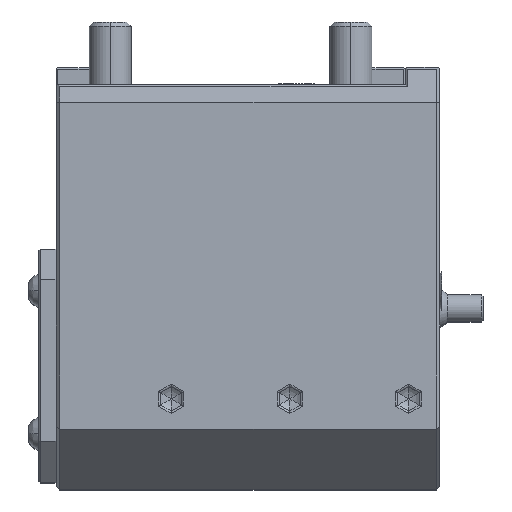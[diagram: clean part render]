
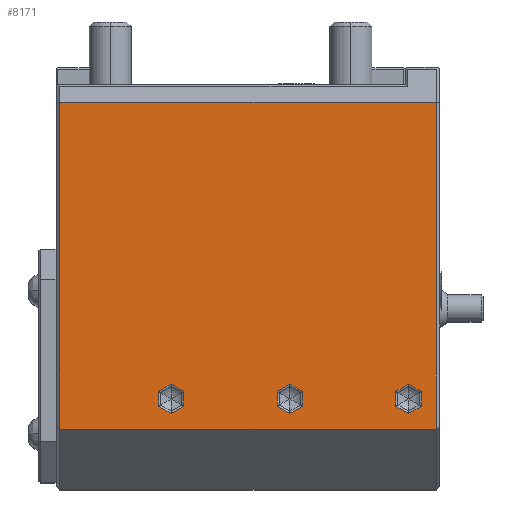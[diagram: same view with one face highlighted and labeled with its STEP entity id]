
A CAD part, top view. The second image highlights one B-rep face of the part: STEP entity #8171.
In plain terms, the highlighted planar face has unit normal (0, 0, 1).
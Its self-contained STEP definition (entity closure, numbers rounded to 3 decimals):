
#976=DIRECTION('',(0.,1.,0.));
#977=VECTOR('',#976,93.679);
#978=CARTESIAN_POINT('',(59.,-98.679,48.));
#979=LINE('',#978,#977);
#980=DIRECTION('',(-1.,0.,0.));
#981=VECTOR('',#980,108.);
#982=CARTESIAN_POINT('',(59.,-98.679,48.));
#983=LINE('',#982,#981);
#984=DIRECTION('',(0.,1.,0.));
#985=VECTOR('',#984,93.679);
#986=CARTESIAN_POINT('',(-49.,-98.679,48.));
#987=LINE('',#986,#985);
#988=DIRECTION('',(1.,0.,0.));
#989=VECTOR('',#988,108.);
#990=CARTESIAN_POINT('',(-49.,-5.,48.));
#991=LINE('',#990,#989);
#1462=DIRECTION('',(0.,1.,0.));
#1463=VECTOR('',#1462,4.219);
#1464=CARTESIAN_POINT('',(-13.346,-92.11,48.));
#1465=LINE('',#1464,#1463);
#1490=DIRECTION('',(0.866,0.5,0.));
#1491=VECTOR('',#1490,4.219);
#1492=CARTESIAN_POINT('',(-17.,-94.219,48.));
#1493=LINE('',#1492,#1491);
#1498=DIRECTION('',(0.866,-0.5,0.));
#1499=VECTOR('',#1498,4.219);
#1500=CARTESIAN_POINT('',(-20.654,-92.11,48.));
#1501=LINE('',#1500,#1499);
#1546=DIRECTION('',(0.,-1.,0.));
#1547=VECTOR('',#1546,4.219);
#1548=CARTESIAN_POINT('',(-20.654,-87.89,48.));
#1549=LINE('',#1548,#1547);
#1574=DIRECTION('',(-0.866,-0.5,0.));
#1575=VECTOR('',#1574,4.219);
#1576=CARTESIAN_POINT('',(-17.,-85.781,48.));
#1577=LINE('',#1576,#1575);
#1602=DIRECTION('',(-0.866,0.5,0.));
#1603=VECTOR('',#1602,4.219);
#1604=CARTESIAN_POINT('',(-13.346,-87.89,48.));
#1605=LINE('',#1604,#1603);
#1708=DIRECTION('',(0.,1.,0.));
#1709=VECTOR('',#1708,4.219);
#1710=CARTESIAN_POINT('',(20.654,-92.11,48.));
#1711=LINE('',#1710,#1709);
#1736=DIRECTION('',(0.866,0.5,0.));
#1737=VECTOR('',#1736,4.219);
#1738=CARTESIAN_POINT('',(17.,-94.219,48.));
#1739=LINE('',#1738,#1737);
#1744=DIRECTION('',(0.866,-0.5,0.));
#1745=VECTOR('',#1744,4.219);
#1746=CARTESIAN_POINT('',(13.346,-92.11,48.));
#1747=LINE('',#1746,#1745);
#1792=DIRECTION('',(0.,-1.,0.));
#1793=VECTOR('',#1792,4.219);
#1794=CARTESIAN_POINT('',(13.346,-87.89,48.));
#1795=LINE('',#1794,#1793);
#1820=DIRECTION('',(-0.866,-0.5,0.));
#1821=VECTOR('',#1820,4.219);
#1822=CARTESIAN_POINT('',(17.,-85.781,48.));
#1823=LINE('',#1822,#1821);
#1848=DIRECTION('',(-0.866,0.5,0.));
#1849=VECTOR('',#1848,4.219);
#1850=CARTESIAN_POINT('',(20.654,-87.89,48.));
#1851=LINE('',#1850,#1849);
#1954=DIRECTION('',(0.,1.,0.));
#1955=VECTOR('',#1954,4.219);
#1956=CARTESIAN_POINT('',(54.654,-92.11,48.));
#1957=LINE('',#1956,#1955);
#1982=DIRECTION('',(0.866,0.5,0.));
#1983=VECTOR('',#1982,4.219);
#1984=CARTESIAN_POINT('',(51.,-94.219,48.));
#1985=LINE('',#1984,#1983);
#1990=DIRECTION('',(0.866,-0.5,0.));
#1991=VECTOR('',#1990,4.219);
#1992=CARTESIAN_POINT('',(47.346,-92.11,48.));
#1993=LINE('',#1992,#1991);
#2038=DIRECTION('',(0.,-1.,0.));
#2039=VECTOR('',#2038,4.219);
#2040=CARTESIAN_POINT('',(47.346,-87.89,48.));
#2041=LINE('',#2040,#2039);
#2066=DIRECTION('',(-0.866,-0.5,0.));
#2067=VECTOR('',#2066,4.219);
#2068=CARTESIAN_POINT('',(51.,-85.781,48.));
#2069=LINE('',#2068,#2067);
#2094=DIRECTION('',(-0.866,0.5,0.));
#2095=VECTOR('',#2094,4.219);
#2096=CARTESIAN_POINT('',(54.654,-87.89,48.));
#2097=LINE('',#2096,#2095);
#5750=CARTESIAN_POINT('',(59.,-98.679,48.));
#5751=CARTESIAN_POINT('',(59.,-5.,48.));
#5752=VERTEX_POINT('',#5750);
#5753=VERTEX_POINT('',#5751);
#5764=CARTESIAN_POINT('',(-49.,-98.679,48.));
#5765=VERTEX_POINT('',#5764);
#5772=CARTESIAN_POINT('',(-49.,-5.,48.));
#5773=VERTEX_POINT('',#5772);
#6410=CARTESIAN_POINT('',(51.,-94.219,48.));
#6411=CARTESIAN_POINT('',(54.654,-92.11,48.));
#6412=VERTEX_POINT('',#6410);
#6413=VERTEX_POINT('',#6411);
#6418=CARTESIAN_POINT('',(54.654,-87.89,48.));
#6419=VERTEX_POINT('',#6418);
#6422=CARTESIAN_POINT('',(51.,-85.781,48.));
#6423=VERTEX_POINT('',#6422);
#6426=CARTESIAN_POINT('',(47.346,-87.89,48.));
#6427=VERTEX_POINT('',#6426);
#6430=CARTESIAN_POINT('',(47.346,-92.11,48.));
#6431=VERTEX_POINT('',#6430);
#6500=CARTESIAN_POINT('',(17.,-94.219,48.));
#6501=CARTESIAN_POINT('',(20.654,-92.11,48.));
#6502=VERTEX_POINT('',#6500);
#6503=VERTEX_POINT('',#6501);
#6508=CARTESIAN_POINT('',(20.654,-87.89,48.));
#6509=VERTEX_POINT('',#6508);
#6512=CARTESIAN_POINT('',(17.,-85.781,48.));
#6513=VERTEX_POINT('',#6512);
#6516=CARTESIAN_POINT('',(13.346,-87.89,48.));
#6517=VERTEX_POINT('',#6516);
#6520=CARTESIAN_POINT('',(13.346,-92.11,48.));
#6521=VERTEX_POINT('',#6520);
#6590=CARTESIAN_POINT('',(-17.,-94.219,48.));
#6591=CARTESIAN_POINT('',(-13.346,-92.11,48.));
#6592=VERTEX_POINT('',#6590);
#6593=VERTEX_POINT('',#6591);
#6598=CARTESIAN_POINT('',(-13.346,-87.89,48.));
#6599=VERTEX_POINT('',#6598);
#6602=CARTESIAN_POINT('',(-17.,-85.781,48.));
#6603=VERTEX_POINT('',#6602);
#6606=CARTESIAN_POINT('',(-20.654,-87.89,48.));
#6607=VERTEX_POINT('',#6606);
#6610=CARTESIAN_POINT('',(-20.654,-92.11,48.));
#6611=VERTEX_POINT('',#6610);
#8117=CARTESIAN_POINT('',(60.,5.,48.));
#8118=DIRECTION('',(0.,0.,1.));
#8119=DIRECTION('',(-1.,0.,0.));
#8120=AXIS2_PLACEMENT_3D('',#8117,#8118,#8119);
#8121=PLANE('',#8120);
#8122=ORIENTED_EDGE('',*,*,#8003,.F.);
#8123=ORIENTED_EDGE('',*,*,#8031,.T.);
#8124=ORIENTED_EDGE('',*,*,#8108,.T.);
#8126=ORIENTED_EDGE('',*,*,#8125,.T.);
#8127=EDGE_LOOP('',(#8122,#8123,#8124,#8126));
#8128=FACE_OUTER_BOUND('',#8127,.F.);
#8130=ORIENTED_EDGE('',*,*,#8129,.T.);
#8132=ORIENTED_EDGE('',*,*,#8131,.T.);
#8134=ORIENTED_EDGE('',*,*,#8133,.T.);
#8136=ORIENTED_EDGE('',*,*,#8135,.T.);
#8138=ORIENTED_EDGE('',*,*,#8137,.T.);
#8140=ORIENTED_EDGE('',*,*,#8139,.T.);
#8141=EDGE_LOOP('',(#8130,#8132,#8134,#8136,#8138,#8140));
#8142=FACE_BOUND('',#8141,.F.);
#8144=ORIENTED_EDGE('',*,*,#8143,.T.);
#8146=ORIENTED_EDGE('',*,*,#8145,.T.);
#8148=ORIENTED_EDGE('',*,*,#8147,.T.);
#8150=ORIENTED_EDGE('',*,*,#8149,.T.);
#8152=ORIENTED_EDGE('',*,*,#8151,.T.);
#8154=ORIENTED_EDGE('',*,*,#8153,.T.);
#8155=EDGE_LOOP('',(#8144,#8146,#8148,#8150,#8152,#8154));
#8156=FACE_BOUND('',#8155,.F.);
#8158=ORIENTED_EDGE('',*,*,#8157,.T.);
#8160=ORIENTED_EDGE('',*,*,#8159,.T.);
#8162=ORIENTED_EDGE('',*,*,#8161,.T.);
#8164=ORIENTED_EDGE('',*,*,#8163,.T.);
#8166=ORIENTED_EDGE('',*,*,#8165,.T.);
#8168=ORIENTED_EDGE('',*,*,#8167,.T.);
#8169=EDGE_LOOP('',(#8158,#8160,#8162,#8164,#8166,#8168));
#8170=FACE_BOUND('',#8169,.F.);
#8003=EDGE_CURVE('',#5752,#5753,#979,.T.);
#8031=EDGE_CURVE('',#5752,#5765,#983,.T.);
#8108=EDGE_CURVE('',#5765,#5773,#987,.T.);
#8125=EDGE_CURVE('',#5773,#5753,#991,.T.);
#8129=EDGE_CURVE('',#6593,#6599,#1465,.T.);
#8131=EDGE_CURVE('',#6599,#6603,#1605,.T.);
#8133=EDGE_CURVE('',#6603,#6607,#1577,.T.);
#8135=EDGE_CURVE('',#6607,#6611,#1549,.T.);
#8137=EDGE_CURVE('',#6611,#6592,#1501,.T.);
#8139=EDGE_CURVE('',#6592,#6593,#1493,.T.);
#8143=EDGE_CURVE('',#6503,#6509,#1711,.T.);
#8145=EDGE_CURVE('',#6509,#6513,#1851,.T.);
#8147=EDGE_CURVE('',#6513,#6517,#1823,.T.);
#8149=EDGE_CURVE('',#6517,#6521,#1795,.T.);
#8151=EDGE_CURVE('',#6521,#6502,#1747,.T.);
#8153=EDGE_CURVE('',#6502,#6503,#1739,.T.);
#8157=EDGE_CURVE('',#6413,#6419,#1957,.T.);
#8159=EDGE_CURVE('',#6419,#6423,#2097,.T.);
#8161=EDGE_CURVE('',#6423,#6427,#2069,.T.);
#8163=EDGE_CURVE('',#6427,#6431,#2041,.T.);
#8165=EDGE_CURVE('',#6431,#6412,#1993,.T.);
#8167=EDGE_CURVE('',#6412,#6413,#1985,.T.);
#8171=ADVANCED_FACE('',(#8128,#8142,#8156,#8170),#8121,.T.);
